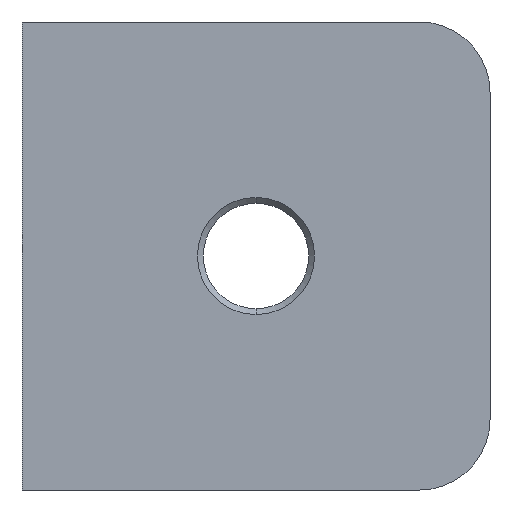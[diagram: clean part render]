
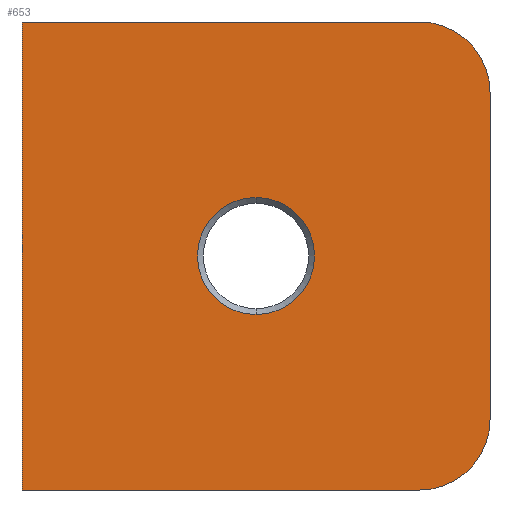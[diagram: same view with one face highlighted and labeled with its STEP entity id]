
A CAD part, front view. The second image highlights one B-rep face of the part: STEP entity #653.
In plain terms, the highlighted planar face has unit normal (0, -1, 0).
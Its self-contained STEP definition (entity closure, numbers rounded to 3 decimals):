
#3 = EDGE_CURVE ( 'NONE', #816, #716, #571, .T. ) ;
#17 = AXIS2_PLACEMENT_3D ( 'NONE', #63, #174, #180 ) ;
#47 = PLANE ( 'NONE',  #17 ) ;
#56 = VERTEX_POINT ( 'NONE', #868 ) ;
#63 = CARTESIAN_POINT ( 'NONE',  ( 0., 0., 20. ) ) ;
#66 = DIRECTION ( 'NONE',  ( 0., -1., 0. ) ) ;
#70 = FACE_BOUND ( 'NONE', #704, .T. ) ;
#119 = LINE ( 'NONE', #632, #228 ) ;
#126 = CARTESIAN_POINT ( 'NONE',  ( 40., 0., 14. ) ) ;
#129 = AXIS2_PLACEMENT_3D ( 'NONE', #584, #576, #575 ) ;
#135 = AXIS2_PLACEMENT_3D ( 'NONE', #619, #616, #615 ) ;
#142 = CARTESIAN_POINT ( 'NONE',  ( 20., 0., -5. ) ) ;
#157 = CIRCLE ( 'NONE', #135, 5. ) ;
#174 = DIRECTION ( 'NONE',  ( 0., 1., 0. ) ) ;
#177 = VERTEX_POINT ( 'NONE', #837 ) ;
#180 = DIRECTION ( 'NONE',  ( 0., 0., 1. ) ) ;
#199 = AXIS2_PLACEMENT_3D ( 'NONE', #906, #904, #900 ) ;
#212 = VECTOR ( 'NONE', #607, 1000. ) ;
#216 = LINE ( 'NONE', #608, #212 ) ;
#220 = VERTEX_POINT ( 'NONE', #343 ) ;
#226 = CIRCLE ( 'NONE', #129, 6. ) ;
#228 = VECTOR ( 'NONE', #630, 1000. ) ;
#244 = VECTOR ( 'NONE', #652, 1000. ) ;
#252 = ORIENTED_EDGE ( 'NONE', *, *, #361, .T. ) ;
#255 = AXIS2_PLACEMENT_3D ( 'NONE', #474, #66, #516 ) ;
#260 = LINE ( 'NONE', #654, #244 ) ;
#270 = EDGE_CURVE ( 'NONE', #509, #177, #444, .T. ) ;
#311 = ORIENTED_EDGE ( 'NONE', *, *, #827, .T. ) ;
#343 = CARTESIAN_POINT ( 'NONE',  ( 0., 0., -20. ) ) ;
#361 = EDGE_CURVE ( 'NONE', #981, #220, #260, .T. ) ;
#367 = EDGE_CURVE ( 'NONE', #177, #509, #157, .T. ) ;
#368 = EDGE_CURVE ( 'NONE', #951, #716, #119, .T. ) ;
#375 = EDGE_CURVE ( 'NONE', #951, #56, #226, .T. ) ;
#376 = EDGE_CURVE ( 'NONE', #981, #56, #216, .T. ) ;
#444 = CIRCLE ( 'NONE', #199, 5. ) ;
#474 = CARTESIAN_POINT ( 'NONE',  ( 34., 0., -14. ) ) ;
#489 = VECTOR ( 'NONE', #872, 1000. ) ;
#494 = CARTESIAN_POINT ( 'NONE',  ( 40., 0., -14. ) ) ;
#509 = VERTEX_POINT ( 'NONE', #142 ) ;
#516 = DIRECTION ( 'NONE',  ( 0., 0., 1. ) ) ;
#571 = CIRCLE ( 'NONE', #255, 6. ) ;
#575 = DIRECTION ( 'NONE',  ( 0., 0., 1. ) ) ;
#576 = DIRECTION ( 'NONE',  ( 0., -1., 0. ) ) ;
#584 = CARTESIAN_POINT ( 'NONE',  ( 34., 0., 14. ) ) ;
#594 = ORIENTED_EDGE ( 'NONE', *, *, #3, .T. ) ;
#607 = DIRECTION ( 'NONE',  ( 1., 0., 0. ) ) ;
#608 = CARTESIAN_POINT ( 'NONE',  ( 0., 0., 20. ) ) ;
#609 = ORIENTED_EDGE ( 'NONE', *, *, #367, .T. ) ;
#615 = DIRECTION ( 'NONE',  ( 0., 0., 1. ) ) ;
#616 = DIRECTION ( 'NONE',  ( 0., 1., 0. ) ) ;
#619 = CARTESIAN_POINT ( 'NONE',  ( 20., 0., 0. ) ) ;
#620 = EDGE_LOOP ( 'NONE', ( #848, #913, #922, #252, #311, #594 ) ) ;
#630 = DIRECTION ( 'NONE',  ( 0., 0., -1. ) ) ;
#632 = CARTESIAN_POINT ( 'NONE',  ( 40., 0., 20. ) ) ;
#652 = DIRECTION ( 'NONE',  ( 0., 0., -1. ) ) ;
#653 = ADVANCED_FACE ( 'NONE', ( #70, #733 ), #47, .F. ) ;
#654 = CARTESIAN_POINT ( 'NONE',  ( 0., 0., 20. ) ) ;
#704 = EDGE_LOOP ( 'NONE', ( #709, #609 ) ) ;
#709 = ORIENTED_EDGE ( 'NONE', *, *, #270, .T. ) ;
#716 = VERTEX_POINT ( 'NONE', #494 ) ;
#727 = CARTESIAN_POINT ( 'NONE',  ( 0., 0., -20. ) ) ;
#733 = FACE_OUTER_BOUND ( 'NONE', #620, .T. ) ;
#768 = CARTESIAN_POINT ( 'NONE',  ( 0., 0., 20. ) ) ;
#783 = CARTESIAN_POINT ( 'NONE',  ( 34., 0., -20. ) ) ;
#816 = VERTEX_POINT ( 'NONE', #783 ) ;
#827 = EDGE_CURVE ( 'NONE', #220, #816, #879, .T. ) ;
#837 = CARTESIAN_POINT ( 'NONE',  ( 20., 0., 5. ) ) ;
#848 = ORIENTED_EDGE ( 'NONE', *, *, #368, .F. ) ;
#868 = CARTESIAN_POINT ( 'NONE',  ( 34., 0., 20. ) ) ;
#872 = DIRECTION ( 'NONE',  ( 1., 0., 0. ) ) ;
#879 = LINE ( 'NONE', #727, #489 ) ;
#900 = DIRECTION ( 'NONE',  ( 0., 0., 1. ) ) ;
#904 = DIRECTION ( 'NONE',  ( 0., 1., 0. ) ) ;
#906 = CARTESIAN_POINT ( 'NONE',  ( 20., 0., 0. ) ) ;
#913 = ORIENTED_EDGE ( 'NONE', *, *, #375, .T. ) ;
#922 = ORIENTED_EDGE ( 'NONE', *, *, #376, .F. ) ;
#951 = VERTEX_POINT ( 'NONE', #126 ) ;
#981 = VERTEX_POINT ( 'NONE', #768 ) ;
